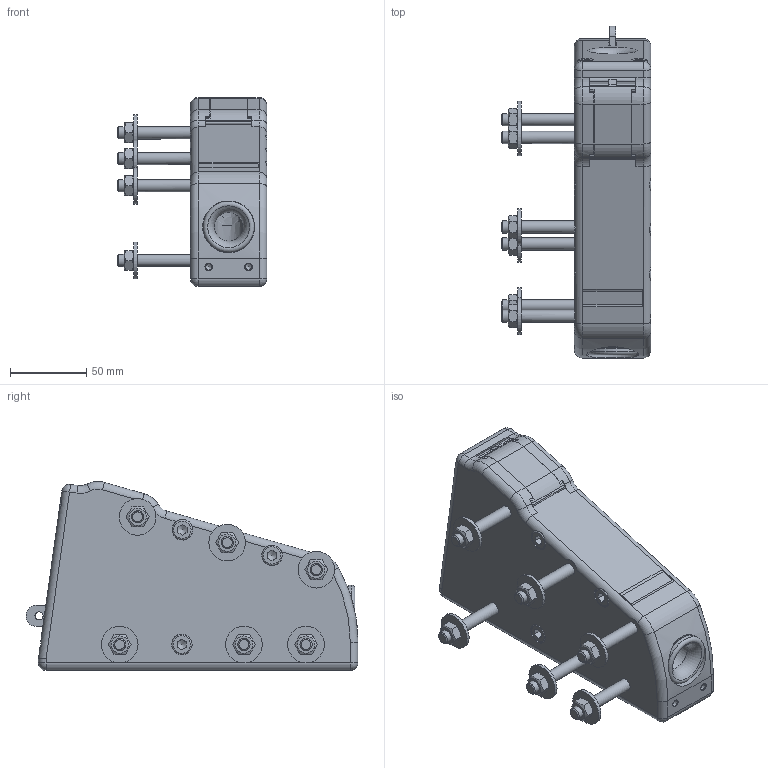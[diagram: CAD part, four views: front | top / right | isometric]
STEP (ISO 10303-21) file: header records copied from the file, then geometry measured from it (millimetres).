
FILE_DESCRIPTION(/* description */ (''),/* implementation_level */ '2;1');
FILE_NAME(/* name */ '505.165.stp',/* time_stamp */ '2016-11-10T10:44:21+01:00',/* author */ ('gianni'),/* organization */ (''),/* preprocessor_version */ 'ST-DEVELOPER v16.1',/* originating_system */ 'Autodesk Inventor 2016',/* authorisation */ '');
FILE_SCHEMA (('AUTOMOTIVE_DESIGN { 1 0 10303 214 3 1 1 }'));
Length unit declared in the file: millimetre
Products named in the file (1): 505.165
Bounding box: 98 x 217.33 x 123.73 mm (x, y, z)
Volume: 938894 mm3; surface area: 108139.7 mm2
Topology: 1 solids, 3 shells, 465 faces, 1115 edges, 722 vertices
Faces by surface type: plane 273, cylinder 119, cone 37, torus 29, sphere 6, bspline 1
Full cylindrical faces by diameter (mm): 4.2 x2, 5.3 x1, 8 x12, 8.2 x6, 8.4 x6, 10 x4, 10.5 x2, 13 x12, 13.5 x12, 18.5 x1, 24 x6, 27 x1, 33.5 x1
Entity records: 12583 total; most frequent: CARTESIAN_POINT 2738, DIRECTION 2033, ORIENTED_EDGE 1892, EDGE_CURVE 946, AXIS2_PLACEMENT_3D 794, VERTEX_POINT 673, EDGE_LOOP 655, FACE_OUTER_BOUND 465
